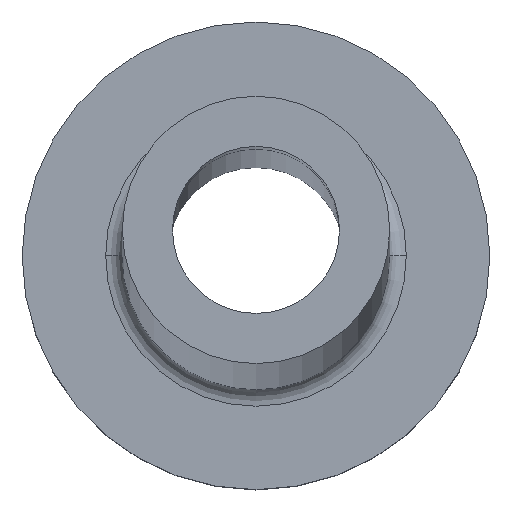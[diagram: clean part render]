
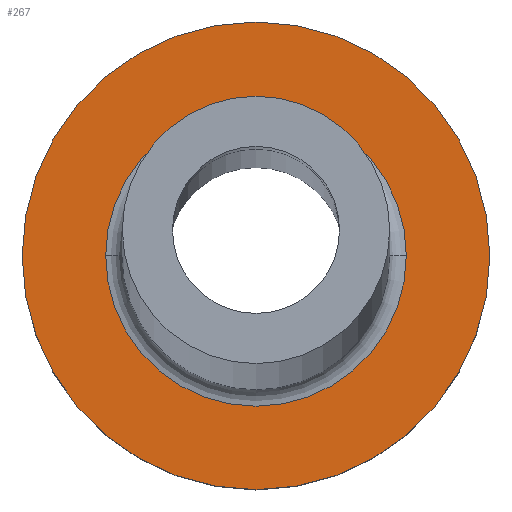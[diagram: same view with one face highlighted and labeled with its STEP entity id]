
A CAD part, top view. The second image highlights one B-rep face of the part: STEP entity #267.
In plain terms, the highlighted planar face has unit normal (0, 0, 1).
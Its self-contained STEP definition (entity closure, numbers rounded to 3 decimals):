
#10 = VERTEX_POINT ( 'NONE', #260 ) ;
#22 = DIRECTION ( 'NONE',  ( 1., 0., 0. ) ) ;
#23 = CIRCLE ( 'NONE', #166, 4.5 ) ;
#27 = DIRECTION ( 'NONE',  ( 1., 0., 0. ) ) ;
#28 = EDGE_CURVE ( 'NONE', #200, #10, #23, .T. ) ;
#30 = PLANE ( 'NONE',  #299 ) ;
#44 = CIRCLE ( 'NONE', #227, 7. ) ;
#59 = CARTESIAN_POINT ( 'NONE',  ( 0., 0., 5. ) ) ;
#64 = DIRECTION ( 'NONE',  ( 1., 0., 0. ) ) ;
#73 = VERTEX_POINT ( 'NONE', #448 ) ;
#83 = CARTESIAN_POINT ( 'NONE',  ( 0., 0., 5. ) ) ;
#91 = AXIS2_PLACEMENT_3D ( 'NONE', #170, #252, #389 ) ;
#136 = DIRECTION ( 'NONE',  ( 0., 0., 1. ) ) ;
#156 = ORIENTED_EDGE ( 'NONE', *, *, #232, .T. ) ;
#166 = AXIS2_PLACEMENT_3D ( 'NONE', #83, #399, #182 ) ;
#170 = CARTESIAN_POINT ( 'NONE',  ( 0., 0., 5. ) ) ;
#172 = CIRCLE ( 'NONE', #91, 7. ) ;
#175 = EDGE_LOOP ( 'NONE', ( #355, #292 ) ) ;
#180 = ORIENTED_EDGE ( 'NONE', *, *, #28, .T. ) ;
#182 = DIRECTION ( 'NONE',  ( 1., 0., 0. ) ) ;
#198 = CARTESIAN_POINT ( 'NONE',  ( 0., 0., 5. ) ) ;
#200 = VERTEX_POINT ( 'NONE', #271 ) ;
#218 = CIRCLE ( 'NONE', #329, 4.5 ) ;
#227 = AXIS2_PLACEMENT_3D ( 'NONE', #381, #309, #27 ) ;
#232 = EDGE_CURVE ( 'NONE', #10, #200, #218, .T. ) ;
#252 = DIRECTION ( 'NONE',  ( 0., 0., 1. ) ) ;
#253 = EDGE_CURVE ( 'NONE', #73, #362, #44, .T. ) ;
#260 = CARTESIAN_POINT ( 'NONE',  ( 4.5, 0., 5. ) ) ;
#267 = ADVANCED_FACE ( 'NONE', ( #344, #276 ), #30, .T. ) ;
#271 = CARTESIAN_POINT ( 'NONE',  ( -4.5, 0., 5. ) ) ;
#276 = FACE_OUTER_BOUND ( 'NONE', #175, .T. ) ;
#286 = EDGE_LOOP ( 'NONE', ( #156, #180 ) ) ;
#292 = ORIENTED_EDGE ( 'NONE', *, *, #253, .T. ) ;
#299 = AXIS2_PLACEMENT_3D ( 'NONE', #59, #136, #64 ) ;
#309 = DIRECTION ( 'NONE',  ( 0., 0., 1. ) ) ;
#315 = EDGE_CURVE ( 'NONE', #362, #73, #172, .T. ) ;
#329 = AXIS2_PLACEMENT_3D ( 'NONE', #198, #335, #22 ) ;
#335 = DIRECTION ( 'NONE',  ( 0., 0., -1. ) ) ;
#344 = FACE_BOUND ( 'NONE', #286, .T. ) ;
#355 = ORIENTED_EDGE ( 'NONE', *, *, #315, .T. ) ;
#362 = VERTEX_POINT ( 'NONE', #424 ) ;
#381 = CARTESIAN_POINT ( 'NONE',  ( 0., 0., 5. ) ) ;
#389 = DIRECTION ( 'NONE',  ( 1., 0., 0. ) ) ;
#399 = DIRECTION ( 'NONE',  ( 0., 0., -1. ) ) ;
#424 = CARTESIAN_POINT ( 'NONE',  ( -7., 0., 5. ) ) ;
#448 = CARTESIAN_POINT ( 'NONE',  ( 7., 0., 5. ) ) ;
